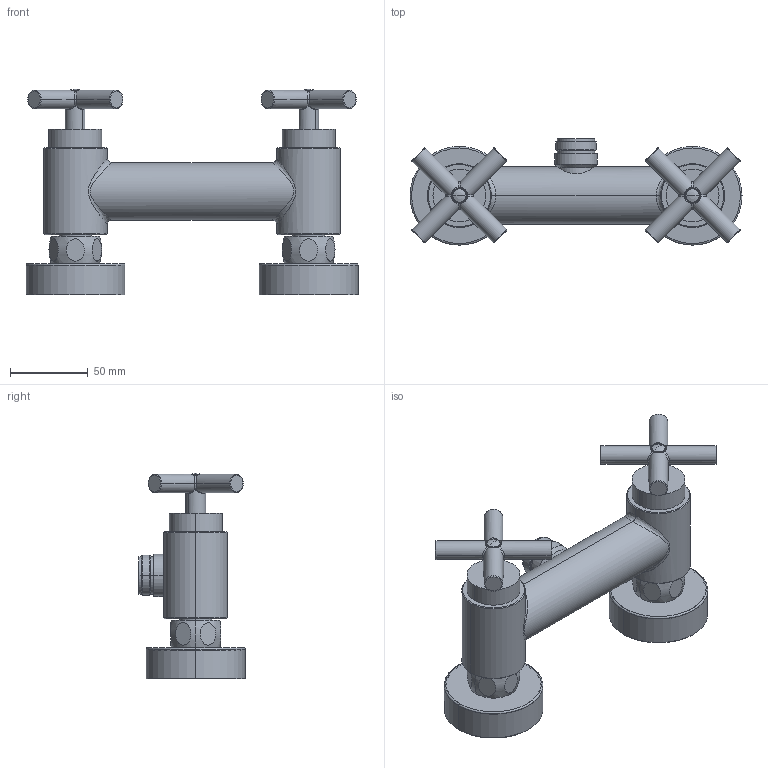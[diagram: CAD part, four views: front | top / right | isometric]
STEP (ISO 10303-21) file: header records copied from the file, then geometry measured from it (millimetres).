
FILE_DESCRIPTION((''),'2;1');
FILE_NAME('QTV168RCR','2021-09-30T11:25:05',('ut3'),('PAFFONI SpA'),'CREO PARAMETRIC BY PTC INC, 2020044','CREO PARAMETRIC BY PTC INC, 2020044','');
FILE_SCHEMA(('CONFIG_CONTROL_DESIGN','SHAPE_APPEARANCE_LAYERS_GROUPS'));
Length unit declared in the file: millimetre
Products named in the file (1): QTV168RCR
Bounding box: 213.5 x 68.25 x 132 mm (x, y, z)
Volume: 231814.1 mm3; surface area: 118775.6 mm2
Topology: 3 solids, 3 shells, 923 faces, 2612 edges, 1646 vertices
Faces by surface type: plane 451, cylinder 254, cone 100, torus 60, bspline 52, sphere 6
Entity records: 45423 total; most frequent: CARTESIAN_POINT 15130, ORIENTED_EDGE 5208, DIRECTION 4408, EDGE_CURVE 2604, AXIS2_PLACEMENT_3D 1725, VERTEX_POINT 1646, FILL_AREA_STYLE_COLOUR 1063, FILL_AREA_STYLE 1063
